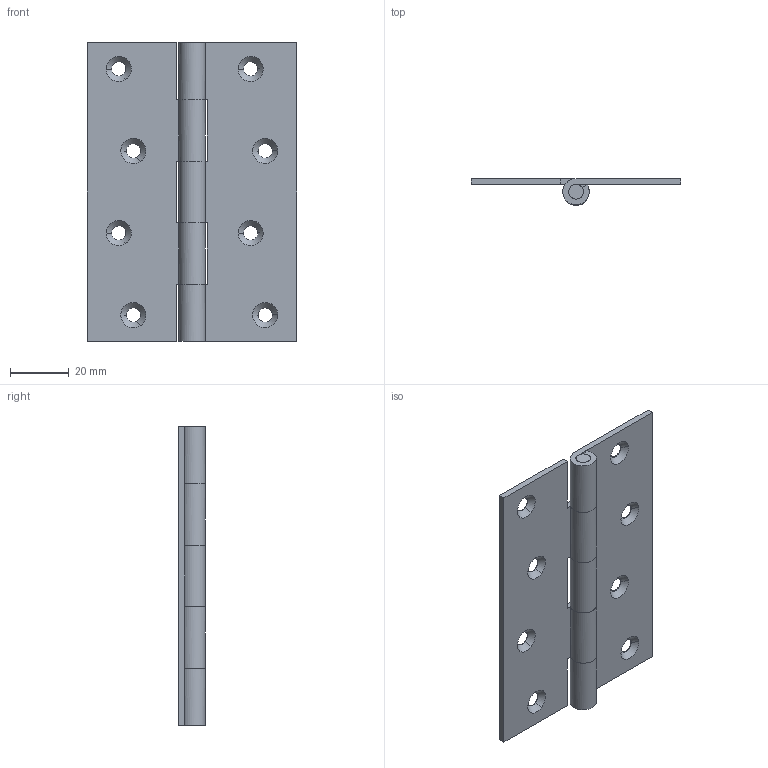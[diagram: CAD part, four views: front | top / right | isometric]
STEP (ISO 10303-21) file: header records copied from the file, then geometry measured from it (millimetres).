
FILE_DESCRIPTION((''),'2;1');
FILE_NAME('','2005-04-20T11:06:13',(''),(''),'','CADfix','');
FILE_SCHEMA(('AUTOMOTIVE_DESIGN'));
Length unit declared in the file: millimetre
Products named in the file (4): shaft; hinge piece_B; hinge piece_A; TH_TM_91SUS_26934_36
Assembly tree (3 placements, depth 2):
  TH_TM_91SUS_26934_36
    shaft
    hinge piece_B
    hinge piece_A
Bounding box: 71.5 x 8.99 x 102 mm (x, y, z)
Volume: 18730.9 mm3; surface area: 20315.8 mm2
Topology: 3 solids, 3 shells, 74 faces, 252 edges, 184 vertices
Faces by surface type: bspline 74
Entity records: 3173 total; most frequent: CARTESIAN_POINT 1726, ORIENTED_EDGE 504, EDGE_CURVE 252, VERTEX_POINT 184, QUASI_UNIFORM_CURVE 116, EDGE_LOOP 90, FACE_OUTER_BOUND 74, ADVANCED_FACE 74
